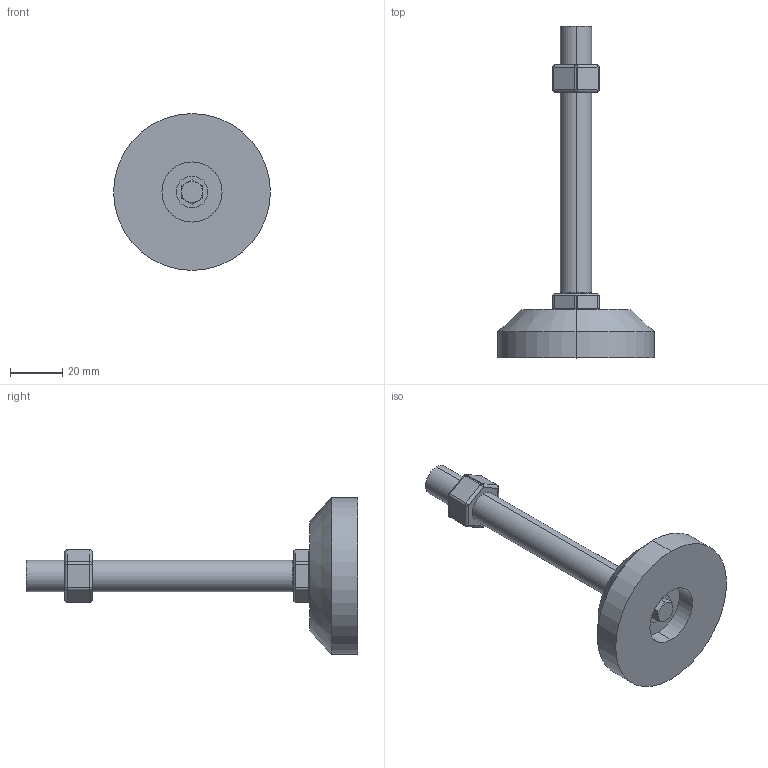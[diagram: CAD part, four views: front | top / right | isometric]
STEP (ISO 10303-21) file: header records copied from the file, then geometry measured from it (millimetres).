
FILE_DESCRIPTION (( 'STEP AP214' ), '1' );
FILE_NAME ('A805 Îïîðà ðåãóëèðóåìàÿ Ô60 Ì12õ130.STEP', '2025-06-30T10:33:55', ( '' ), ( '' ), 'SwSTEP 2.0', 'SolidWorks 2025', '' );
FILE_SCHEMA (( 'AUTOMOTIVE_DESIGN' ));
Length unit declared in the file: millimetre
Products named in the file (5): Опора_00; A805 Опора регулируемая Ф60 М12х130; hex bolt gradeab_din_DIN EN 24014 - M5 x 25 x 16-N; Вал M12_00; Гайка М12_00
Assembly tree (4 placements, depth 2):
  A805 Опора регулируемая Ф60 М12х130
    Опора_00
    Вал M12_00
    hex bolt gradeab_din_DIN EN 24014 - M5 x 25 x 16-N
    Гайка М12_00
Bounding box: 60 x 127 x 60 mm (x, y, z)
Volume: 58477.7 mm3; surface area: 16138.2 mm2
Topology: 4 solids, 4 shells, 140 faces, 305 edges, 164 vertices
Faces by surface type: plane 48, cylinder 44, cone 34, sphere 12, torus 2
Entity records: 3878 total; most frequent: DIRECTION 702, CARTESIAN_POINT 654, ORIENTED_EDGE 582, EDGE_CURVE 291, AXIS2_PLACEMENT_3D 276, VERTEX_POINT 164, VECTOR 150, LINE 150
